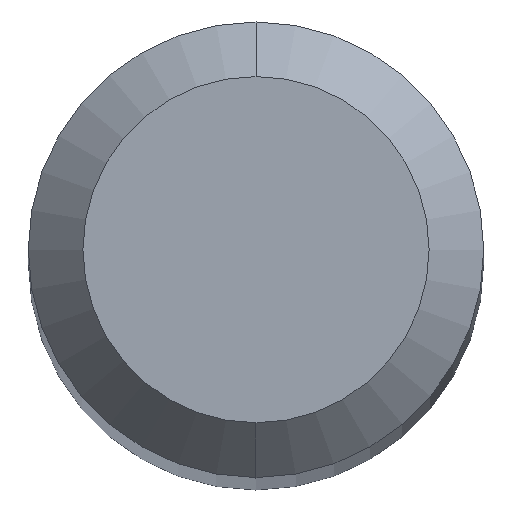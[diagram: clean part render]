
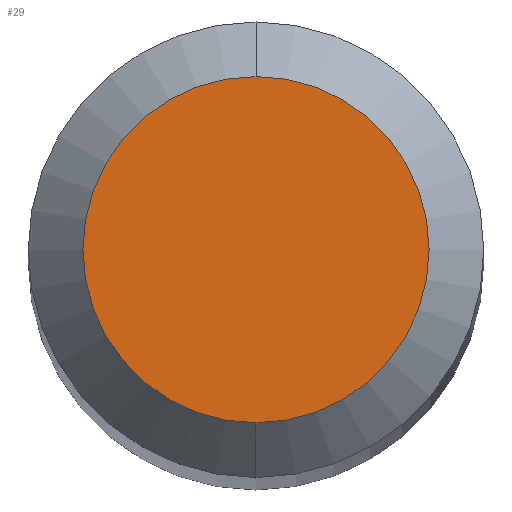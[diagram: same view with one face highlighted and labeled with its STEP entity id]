
A CAD part, top view. The second image highlights one B-rep face of the part: STEP entity #29.
In plain terms, the highlighted planar face has unit normal (0, 0, 1).
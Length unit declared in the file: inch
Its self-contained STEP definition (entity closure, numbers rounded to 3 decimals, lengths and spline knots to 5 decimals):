
#2 = DIRECTION ( 'NONE',  ( 0., 0., 1. ) ) ;
#5 = CARTESIAN_POINT ( 'NONE',  ( 0., 0.0475, 0. ) ) ;
#12 = CARTESIAN_POINT ( 'NONE',  ( 0., -0.0475, 0. ) ) ;
#29 = ADVANCED_FACE ( 'NONE', ( #32 ), #215, .F. ) ;
#32 = FACE_OUTER_BOUND ( 'NONE', #248, .T. ) ;
#37 = DIRECTION ( 'NONE',  ( 0., 0., 1. ) ) ;
#72 = VERTEX_POINT ( 'NONE', #5 ) ;
#84 = CIRCLE ( 'NONE', #133, 0.0475 ) ;
#98 = DIRECTION ( 'NONE',  ( 0., -1., 0. ) ) ;
#133 = AXIS2_PLACEMENT_3D ( 'NONE', #155, #2, #98 ) ;
#139 = DIRECTION ( 'NONE',  ( 0., 0., -1. ) ) ;
#155 = CARTESIAN_POINT ( 'NONE',  ( 0., 0., 0. ) ) ;
#163 = AXIS2_PLACEMENT_3D ( 'NONE', #368, #139, #337 ) ;
#215 = PLANE ( 'NONE',  #163 ) ;
#248 = EDGE_LOOP ( 'NONE', ( #306, #274 ) ) ;
#274 = ORIENTED_EDGE ( 'NONE', *, *, #507, .T. ) ;
#306 = ORIENTED_EDGE ( 'NONE', *, *, #411, .T. ) ;
#337 = DIRECTION ( 'NONE',  ( 0., 1., 0. ) ) ;
#368 = CARTESIAN_POINT ( 'NONE',  ( 0., 0.0475, 0. ) ) ;
#371 = VERTEX_POINT ( 'NONE', #12 ) ;
#387 = CARTESIAN_POINT ( 'NONE',  ( 0., 0., 0. ) ) ;
#395 = DIRECTION ( 'NONE',  ( 0., -1., 0. ) ) ;
#409 = AXIS2_PLACEMENT_3D ( 'NONE', #387, #37, #395 ) ;
#411 = EDGE_CURVE ( 'NONE', #72, #371, #504, .T. ) ;
#504 = CIRCLE ( 'NONE', #409, 0.0475 ) ;
#507 = EDGE_CURVE ( 'NONE', #371, #72, #84, .T. ) ;
